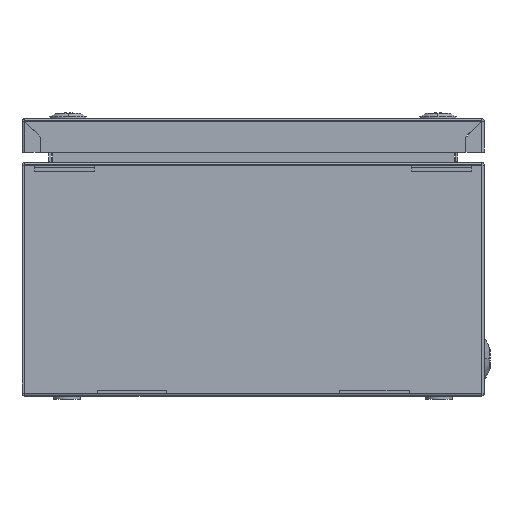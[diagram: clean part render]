
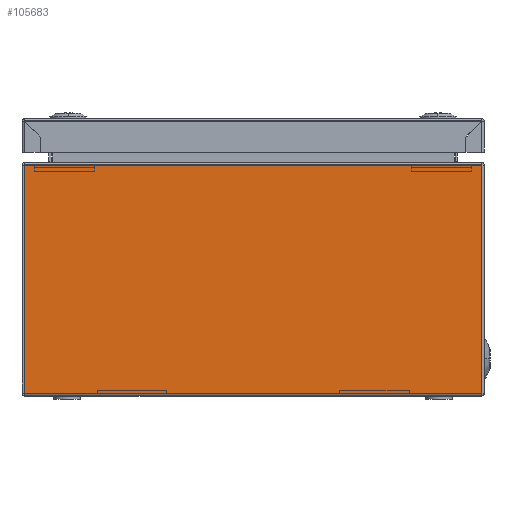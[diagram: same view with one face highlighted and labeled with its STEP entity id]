
A CAD part, left-side view. The second image highlights one B-rep face of the part: STEP entity #105683.
In plain terms, the highlighted planar face has unit normal (-1, 0, 0).
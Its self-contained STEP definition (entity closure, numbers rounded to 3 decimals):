
#20912 = EDGE_CURVE ( 'NONE', #93917, #93916, #72160, .T. ) ;
#20919 = EDGE_CURVE ( 'NONE', #93880, #93900, #72179, .T. ) ;
#20924 = EDGE_CURVE ( 'NONE', #93865, #93919, #72219, .T. ) ;
#20931 = EDGE_CURVE ( 'NONE', #93876, #93863, #72228, .T. ) ;
#20935 = EDGE_CURVE ( 'NONE', #93900, #93917, #72276, .T. ) ;
#20938 = EDGE_CURVE ( 'NONE', #93919, #93916, #72261, .T. ) ;
#35771 = VECTOR ( 'NONE', #72252, 1000. ) ;
#35780 = VECTOR ( 'NONE', #72198, 1000. ) ;
#35781 = VECTOR ( 'NONE', #72165, 1000. ) ;
#35785 = VECTOR ( 'NONE', #72288, 1000. ) ;
#35786 = VECTOR ( 'NONE', #72224, 1000. ) ;
#35791 = VECTOR ( 'NONE', #72281, 1000. ) ;
#37274 = CARTESIAN_POINT ( 'NONE',  ( -250., -99., 98.943 ) ) ;
#37276 = CARTESIAN_POINT ( 'NONE',  ( -250., -99., 1.143 ) ) ;
#37287 = CARTESIAN_POINT ( 'NONE',  ( -250., 99., 98.943 ) ) ;
#37291 = CARTESIAN_POINT ( 'NONE',  ( -250., 99., 1.143 ) ) ;
#37311 = CARTESIAN_POINT ( 'NONE',  ( -250., 98.75, 1.143 ) ) ;
#37327 = CARTESIAN_POINT ( 'NONE',  ( -250., -98.75, 0.1 ) ) ;
#37328 = CARTESIAN_POINT ( 'NONE',  ( -250., 98.75, 0.1 ) ) ;
#37330 = CARTESIAN_POINT ( 'NONE',  ( -250., -98.75, 1.143 ) ) ;
#53559 = CARTESIAN_POINT ( 'NONE',  ( -250., 87., -622.957 ) ) ;
#53575 = FACE_OUTER_BOUND ( 'NONE', #95846, .T. ) ;
#53577 = PLANE ( 'NONE',  #54787 ) ;
#53581 = DIRECTION ( 'NONE',  ( -1., 0., 0. ) ) ;
#53583 = DIRECTION ( 'NONE',  ( 0., 0., 1. ) ) ;
#54787 = AXIS2_PLACEMENT_3D ( 'NONE', #53559, #53581, #53583 ) ;
#66840 = ORIENTED_EDGE ( 'NONE', *, *, #20931, .F. ) ;
#66842 = ORIENTED_EDGE ( 'NONE', *, *, #108346, .F. ) ;
#66844 = ORIENTED_EDGE ( 'NONE', *, *, #20919, .T. ) ;
#66846 = ORIENTED_EDGE ( 'NONE', *, *, #20935, .T. ) ;
#66848 = ORIENTED_EDGE ( 'NONE', *, *, #20912, .T. ) ;
#66850 = ORIENTED_EDGE ( 'NONE', *, *, #20938, .F. ) ;
#66852 = ORIENTED_EDGE ( 'NONE', *, *, #20924, .F. ) ;
#66854 = ORIENTED_EDGE ( 'NONE', *, *, #108314, .F. ) ;
#72160 = LINE ( 'NONE', #72162, #35781 ) ;
#72162 = CARTESIAN_POINT ( 'NONE',  ( -250., 87., 0.1 ) ) ;
#72165 = DIRECTION ( 'NONE',  ( 0., -1., 0. ) ) ;
#72171 = CARTESIAN_POINT ( 'NONE',  ( -250., -678.32, 1.143 ) ) ;
#72179 = LINE ( 'NONE', #72171, #35780 ) ;
#72198 = DIRECTION ( 'NONE',  ( 0., -1., 0. ) ) ;
#72219 = LINE ( 'NONE', #72221, #35786 ) ;
#72221 = CARTESIAN_POINT ( 'NONE',  ( -250., -678.32, 1.143 ) ) ;
#72224 = DIRECTION ( 'NONE',  ( 0., 1., 0. ) ) ;
#72228 = LINE ( 'NONE', #72250, #35771 ) ;
#72250 = CARTESIAN_POINT ( 'NONE',  ( -250., 87., 98.943 ) ) ;
#72252 = DIRECTION ( 'NONE',  ( 0., -1., 0. ) ) ;
#72261 = LINE ( 'NONE', #72286, #35785 ) ;
#72276 = LINE ( 'NONE', #72278, #35791 ) ;
#72278 = CARTESIAN_POINT ( 'NONE',  ( -250., 98.75, -248.957 ) ) ;
#72281 = DIRECTION ( 'NONE',  ( 0., 0., -1. ) ) ;
#72286 = CARTESIAN_POINT ( 'NONE',  ( -250., -98.75, -248.957 ) ) ;
#72288 = DIRECTION ( 'NONE',  ( 0., 0., -1. ) ) ;
#74279 = VECTOR ( 'NONE', #79117, 1000. ) ;
#74311 = VECTOR ( 'NONE', #79233, 1000. ) ;
#79115 = LINE ( 'NONE', #79116, #74279 ) ;
#79116 = CARTESIAN_POINT ( 'NONE',  ( -250., -99., 99.043 ) ) ;
#79117 = DIRECTION ( 'NONE',  ( 0., 0., -1. ) ) ;
#79221 = LINE ( 'NONE', #79232, #74311 ) ;
#79232 = CARTESIAN_POINT ( 'NONE',  ( -250., 99., 99.043 ) ) ;
#79233 = DIRECTION ( 'NONE',  ( 0., 0., 1. ) ) ;
#93863 = VERTEX_POINT ( 'NONE', #37274 ) ;
#93865 = VERTEX_POINT ( 'NONE', #37276 ) ;
#93876 = VERTEX_POINT ( 'NONE', #37287 ) ;
#93880 = VERTEX_POINT ( 'NONE', #37291 ) ;
#93900 = VERTEX_POINT ( 'NONE', #37311 ) ;
#93916 = VERTEX_POINT ( 'NONE', #37327 ) ;
#93917 = VERTEX_POINT ( 'NONE', #37328 ) ;
#93919 = VERTEX_POINT ( 'NONE', #37330 ) ;
#95846 = EDGE_LOOP ( 'NONE', ( #66840, #66842, #66844, #66846, #66848, #66850, #66852, #66854 ) ) ;
#105683 = ADVANCED_FACE ( 'NONE', ( #53575 ), #53577, .T. ) ;
#108314 = EDGE_CURVE ( 'NONE', #93863, #93865, #79115, .T. ) ;
#108346 = EDGE_CURVE ( 'NONE', #93880, #93876, #79221, .T. ) ;
